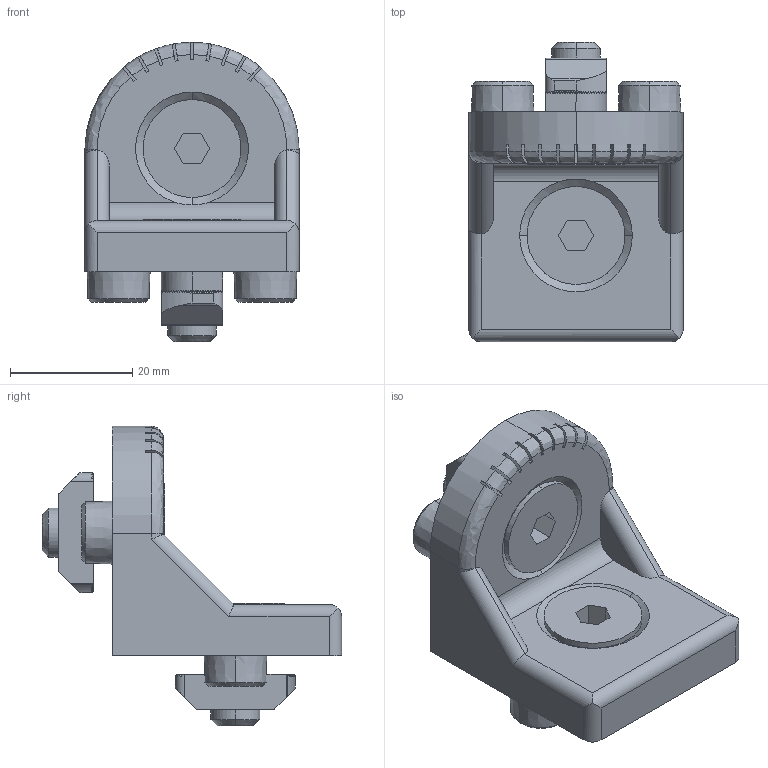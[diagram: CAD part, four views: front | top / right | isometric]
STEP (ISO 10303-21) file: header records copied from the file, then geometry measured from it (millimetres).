
FILE_DESCRIPTION (( 'STEP AP203' ), '1' );
FILE_NAME ('3_842_532_274_Bosch.step', '2024-06-04T12:58:43', ( '' ), ( '' ), 'SwSTEP 2.0', 'SolidWorks 2014', '' );
FILE_SCHEMA (( 'CONFIG_CONTROL_DESIGN' ));
Length unit declared in the file: millimetre
Products named in the file (1): 3_842_532_274_Bosch
Bounding box: 35 x 48.9 x 48.9 mm (x, y, z)
Volume: 19537.7 mm3; surface area: 12281.5 mm2
Topology: 1 solids, 5 shells, 616 faces, 1705 edges, 1103 vertices
Faces by surface type: plane 336, cylinder 194, cone 76, bspline 10
Entity records: 20167 total; most frequent: CARTESIAN_POINT 5312, ORIENTED_EDGE 3410, DIRECTION 2886, EDGE_CURVE 1705, VERTEX_POINT 1103, AXIS2_PLACEMENT_3D 1059, LINE 768, VECTOR 768
